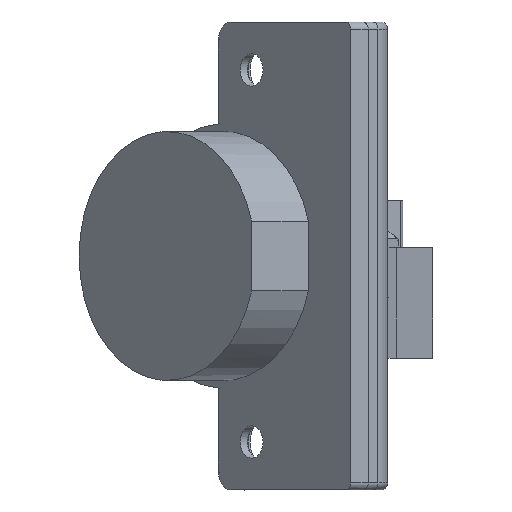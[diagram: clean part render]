
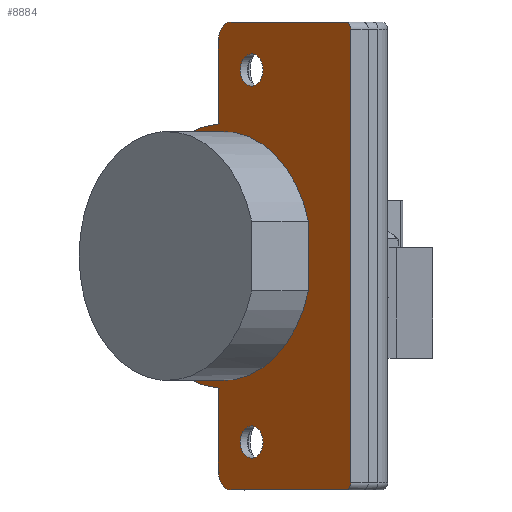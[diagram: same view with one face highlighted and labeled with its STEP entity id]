
A CAD part, front view. The second image highlights one B-rep face of the part: STEP entity #8884.
In plain terms, the highlighted planar face has unit normal (-0.707, -0.707, 0).
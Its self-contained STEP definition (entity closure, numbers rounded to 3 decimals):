
#1578=DIRECTION('',(-0.123,0.123,-0.985));
#1579=VECTOR('',#1578,3.643);
#1580=CARTESIAN_POINT('',(-8.165,8.166,10.088));
#1581=LINE('',#1580,#1579);
#1582=CARTESIAN_POINT('',(2.8,-2.8,0.));
#1583=DIRECTION('',(-0.707,-0.707,0.));
#1584=DIRECTION('',(-0.04,0.04,0.998));
#1585=AXIS2_PLACEMENT_3D('',#1582,#1583,#1584);
#1587=CARTESIAN_POINT('',(3.832,-3.832,32.7));
#1588=CARTESIAN_POINT('',(3.537,-3.537,32.7));
#1589=CARTESIAN_POINT('',(3.074,-3.074,32.52));
#1590=CARTESIAN_POINT('',(2.552,-2.552,32.006));
#1591=CARTESIAN_POINT('',(2.186,-2.186,31.27));
#1592=CARTESIAN_POINT('',(2.058,-2.058,30.617));
#1593=CARTESIAN_POINT('',(2.058,-2.058,30.2));
#1595=DIRECTION('',(-0.707,0.707,0.));
#1596=VECTOR('',#1595,22.59);
#1597=CARTESIAN_POINT('',(19.806,-19.806,32.7));
#1598=LINE('',#1597,#1596);
#1599=CARTESIAN_POINT('',(19.806,-19.806,31.7));
#1600=DIRECTION('',(-0.707,-0.707,0.));
#1601=DIRECTION('',(0.707,-0.707,0.));
#1602=AXIS2_PLACEMENT_3D('',#1599,#1600,#1601);
#1604=DIRECTION('',(0.,0.,1.));
#1605=VECTOR('',#1604,63.4);
#1606=CARTESIAN_POINT('',(20.513,-20.513,-31.7));
#1607=LINE('',#1606,#1605);
#1608=CARTESIAN_POINT('',(19.806,-19.806,-31.7));
#1609=DIRECTION('',(-0.707,-0.707,0.));
#1610=DIRECTION('',(0.,0.,-1.));
#1611=AXIS2_PLACEMENT_3D('',#1608,#1609,#1610);
#1613=DIRECTION('',(0.707,-0.707,0.));
#1614=VECTOR('',#1613,22.59);
#1615=CARTESIAN_POINT('',(3.832,-3.832,-32.7));
#1616=LINE('',#1615,#1614);
#1617=CARTESIAN_POINT('',(2.058,-2.058,-30.2));
#1618=CARTESIAN_POINT('',(2.058,-2.058,
-30.617));
#1619=CARTESIAN_POINT('',(2.186,-2.186,
-31.27));
#1620=CARTESIAN_POINT('',(2.552,-2.552,
-32.006));
#1621=CARTESIAN_POINT('',(3.074,-3.074,
-32.52));
#1622=CARTESIAN_POINT('',(3.537,-3.537,-32.7));
#1623=CARTESIAN_POINT('',(3.832,-3.832,-32.7));
#1625=CARTESIAN_POINT('',(2.8,-2.8,0.));
#1626=DIRECTION('',(-0.707,-0.707,0.));
#1627=DIRECTION('',(-0.593,0.593,-0.545));
#1628=AXIS2_PLACEMENT_3D('',#1625,#1626,#1627);
#1630=DIRECTION('',(0.123,-0.123,-0.985));
#1631=VECTOR('',#1630,3.643);
#1632=CARTESIAN_POINT('',(-8.613,8.613,-6.5));
#1633=LINE('',#1632,#1631);
#1634=CARTESIAN_POINT('',(2.8,-2.8,0.));
#1635=DIRECTION('',(0.707,0.707,0.));
#1636=DIRECTION('',(0.679,-0.679,-0.281));
#1637=AXIS2_PLACEMENT_3D('',#1634,#1635,#1636);
#1639=DIRECTION('',(0.,0.,-1.));
#1640=VECTOR('',#1639,9.771);
#1641=CARTESIAN_POINT('',(14.609,-14.609,4.886));
#1642=LINE('',#1641,#1640);
#1643=CARTESIAN_POINT('',(2.8,-2.8,0.));
#1644=DIRECTION('',(0.707,0.707,0.));
#1645=DIRECTION('',(-0.656,0.656,0.374));
#1646=AXIS2_PLACEMENT_3D('',#1643,#1644,#1645);
#1648=CARTESIAN_POINT('',(6.689,-6.689,-26.));
#1649=DIRECTION('',(0.707,0.707,0.));
#1650=DIRECTION('',(0.,0.,1.));
#1651=AXIS2_PLACEMENT_3D('',#1648,#1649,#1650);
#1653=CARTESIAN_POINT('',(6.689,-6.689,-26.));
#1654=DIRECTION('',(0.707,0.707,0.));
#1655=DIRECTION('',(0.,0.,-1.));
#1656=AXIS2_PLACEMENT_3D('',#1653,#1654,#1655);
#1658=CARTESIAN_POINT('',(6.689,-6.689,26.));
#1659=DIRECTION('',(0.707,0.707,0.));
#1660=DIRECTION('',(0.,0.,1.));
#1661=AXIS2_PLACEMENT_3D('',#1658,#1659,#1660);
#1663=CARTESIAN_POINT('',(6.689,-6.689,26.));
#1664=DIRECTION('',(0.707,0.707,0.));
#1665=DIRECTION('',(0.,0.,-1.));
#1666=AXIS2_PLACEMENT_3D('',#1663,#1664,#1665);
#1912=DIRECTION('',(0.,0.,1.));
#1913=VECTOR('',#1912,11.73);
#1914=CARTESIAN_POINT('',(2.058,-2.058,18.47));
#1915=LINE('',#1914,#1913);
#1916=CARTESIAN_POINT('',(2.058,-2.058,18.47));
#3400=DIRECTION('',(0.,0.,1.));
#3401=VECTOR('',#3400,11.73);
#3402=CARTESIAN_POINT('',(2.058,-2.058,
-30.2));
#3403=LINE('',#3402,#3401);
#6788=CARTESIAN_POINT('',(-8.613,8.613,-6.5));
#6789=VERTEX_POINT('',#6788);
#6847=CARTESIAN_POINT('',(-8.165,8.166,
-10.088));
#6848=VERTEX_POINT('',#6847);
#6902=CARTESIAN_POINT('',(-8.613,8.613,6.5));
#6903=VERTEX_POINT('',#6902);
#6904=CARTESIAN_POINT('',(2.058,-2.058,
-18.47));
#6905=VERTEX_POINT('',#6904);
#6906=CARTESIAN_POINT('',(14.609,-14.609,
-4.886));
#6907=VERTEX_POINT('',#6906);
#6914=VERTEX_POINT('',#1916);
#6932=CARTESIAN_POINT('',(2.058,-2.058,
-30.2));
#6933=VERTEX_POINT('',#6932);
#6934=CARTESIAN_POINT('',(14.609,-14.609,4.886));
#6935=VERTEX_POINT('',#6934);
#6936=CARTESIAN_POINT('',(-8.165,8.166,10.088));
#6937=VERTEX_POINT('',#6936);
#6944=CARTESIAN_POINT('',(2.058,-2.058,30.2));
#6945=VERTEX_POINT('',#6944);
#6960=VERTEX_POINT('',#1623);
#6961=CARTESIAN_POINT('',(6.689,-6.689,-23.75));
#6962=CARTESIAN_POINT('',(6.689,-6.689,-28.25));
#6963=VERTEX_POINT('',#6961);
#6964=VERTEX_POINT('',#6962);
#6975=CARTESIAN_POINT('',(19.806,-19.806,-32.7));
#6976=VERTEX_POINT('',#6975);
#6979=CARTESIAN_POINT('',(6.689,-6.689,28.25));
#6980=CARTESIAN_POINT('',(6.689,-6.689,23.75));
#6981=VERTEX_POINT('',#6979);
#6982=VERTEX_POINT('',#6980);
#6996=VERTEX_POINT('',#1587);
#7001=CARTESIAN_POINT('',(20.513,-20.513,-31.7));
#7002=VERTEX_POINT('',#7001);
#7022=CARTESIAN_POINT('',(19.806,-19.806,32.7));
#7023=VERTEX_POINT('',#7022);
#7026=CARTESIAN_POINT('',(20.513,-20.513,31.7));
#7027=VERTEX_POINT('',#7026);
#8834=CARTESIAN_POINT('',(2.8,-2.8,0.));
#8835=DIRECTION('',(0.707,0.707,0.));
#8836=DIRECTION('',(0.,0.,1.));
#8837=AXIS2_PLACEMENT_3D('',#8834,#8835,#8836);
#8838=PLANE('',#8837);
#8840=ORIENTED_EDGE('',*,*,#8839,.F.);
#8842=ORIENTED_EDGE('',*,*,#8841,.F.);
#8844=ORIENTED_EDGE('',*,*,#8843,.T.);
#8846=ORIENTED_EDGE('',*,*,#8845,.F.);
#8848=ORIENTED_EDGE('',*,*,#8847,.F.);
#8850=ORIENTED_EDGE('',*,*,#8849,.F.);
#8852=ORIENTED_EDGE('',*,*,#8851,.F.);
#8854=ORIENTED_EDGE('',*,*,#8853,.F.);
#8856=ORIENTED_EDGE('',*,*,#8855,.F.);
#8858=ORIENTED_EDGE('',*,*,#8857,.F.);
#8860=ORIENTED_EDGE('',*,*,#8859,.T.);
#8861=ORIENTED_EDGE('',*,*,#8824,.F.);
#8863=ORIENTED_EDGE('',*,*,#8862,.F.);
#8865=ORIENTED_EDGE('',*,*,#8864,.F.);
#8867=ORIENTED_EDGE('',*,*,#8866,.F.);
#8869=ORIENTED_EDGE('',*,*,#8868,.F.);
#8870=EDGE_LOOP('',(#8840,#8842,#8844,#8846,#8848,#8850,#8852,#8854,#8856,#8858,
#8860,#8861,#8863,#8865,#8867,#8869));
#8871=FACE_OUTER_BOUND('',#8870,.F.);
#8873=ORIENTED_EDGE('',*,*,#8872,.F.);
#8875=ORIENTED_EDGE('',*,*,#8874,.F.);
#8876=EDGE_LOOP('',(#8873,#8875));
#8877=FACE_BOUND('',#8876,.F.);
#8879=ORIENTED_EDGE('',*,*,#8878,.F.);
#8881=ORIENTED_EDGE('',*,*,#8880,.F.);
#8882=EDGE_LOOP('',(#8879,#8881));
#8883=FACE_BOUND('',#8882,.F.);
#1586=CIRCLE('',#1585,18.5);
#1594=B_SPLINE_CURVE_WITH_KNOTS('',3,(#1587,#1588,#1589,#1590,#1591,#1592,
#1593),.UNSPECIFIED.,.F.,.F.,(4,1,1,1,4),(0.,0.25,0.5,0.75,1.),
.UNSPECIFIED.);
#1603=CIRCLE('',#1602,1.);
#1612=CIRCLE('',#1611,1.);
#1624=B_SPLINE_CURVE_WITH_KNOTS('',3,(#1617,#1618,#1619,#1620,#1621,#1622,
#1623),.UNSPECIFIED.,.F.,.F.,(4,1,1,1,4),(0.,0.25,0.5,0.75,1.),
.UNSPECIFIED.);
#1629=CIRCLE('',#1628,18.5);
#1638=CIRCLE('',#1637,17.4);
#1647=CIRCLE('',#1646,17.4);
#1652=CIRCLE('',#1651,2.25);
#1657=CIRCLE('',#1656,2.25);
#1662=CIRCLE('',#1661,2.25);
#1667=CIRCLE('',#1666,2.25);
#8824=EDGE_CURVE('',#6848,#6905,#1629,.T.);
#8839=EDGE_CURVE('',#6937,#6903,#1581,.T.);
#8841=EDGE_CURVE('',#6914,#6937,#1586,.T.);
#8843=EDGE_CURVE('',#6914,#6945,#1915,.T.);
#8845=EDGE_CURVE('',#6996,#6945,#1594,.T.);
#8847=EDGE_CURVE('',#7023,#6996,#1598,.T.);
#8849=EDGE_CURVE('',#7027,#7023,#1603,.T.);
#8851=EDGE_CURVE('',#7002,#7027,#1607,.T.);
#8853=EDGE_CURVE('',#6976,#7002,#1612,.T.);
#8855=EDGE_CURVE('',#6960,#6976,#1616,.T.);
#8857=EDGE_CURVE('',#6933,#6960,#1624,.T.);
#8859=EDGE_CURVE('',#6933,#6905,#3403,.T.);
#8862=EDGE_CURVE('',#6789,#6848,#1633,.T.);
#8864=EDGE_CURVE('',#6907,#6789,#1638,.T.);
#8866=EDGE_CURVE('',#6935,#6907,#1642,.T.);
#8868=EDGE_CURVE('',#6903,#6935,#1647,.T.);
#8872=EDGE_CURVE('',#6963,#6964,#1652,.T.);
#8874=EDGE_CURVE('',#6964,#6963,#1657,.T.);
#8878=EDGE_CURVE('',#6981,#6982,#1662,.T.);
#8880=EDGE_CURVE('',#6982,#6981,#1667,.T.);
#8884=ADVANCED_FACE('',(#8871,#8877,#8883),#8838,.F.);
